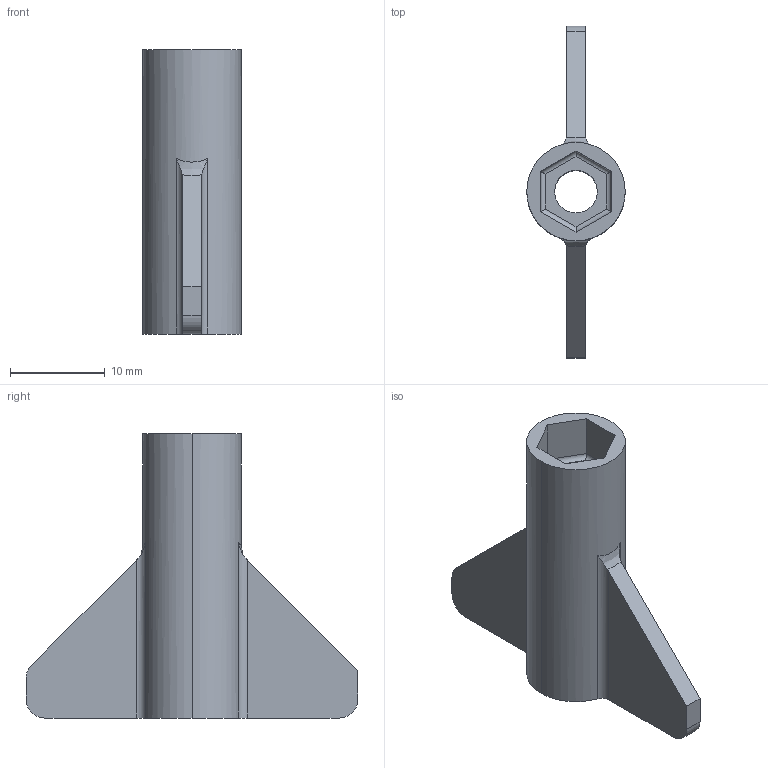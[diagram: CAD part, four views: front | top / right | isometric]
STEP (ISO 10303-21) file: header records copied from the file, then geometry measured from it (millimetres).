
FILE_DESCRIPTION(('STEP AP214'),'1');
FILE_NAME('Wheel Nut Wrench.stp','2013-09-17T19:35:12',(' '),(' '),'Spatial InterOp 3D',' ',' ');
FILE_SCHEMA(('automotive_design'));
Length unit declared in the file: millimetre
Products named in the file (1): Wheel Nut Wrench
Bounding box: 10.4 x 35.06 x 30 mm (x, y, z)
Volume: 2472.2 mm3; surface area: 2198.9 mm2
Topology: 1 solids, 1 shells, 36 faces, 93 edges, 60 vertices
Faces by surface type: cylinder 17, plane 17, bspline 2
Entity records: 1503 total; most frequent: CARTESIAN_POINT 296, DIRECTION 193, ORIENTED_EDGE 186, EDGE_CURVE 93, AXIS2_PLACEMENT_3D 69, VERTEX_POINT 60, LINE 55, VECTOR 55
